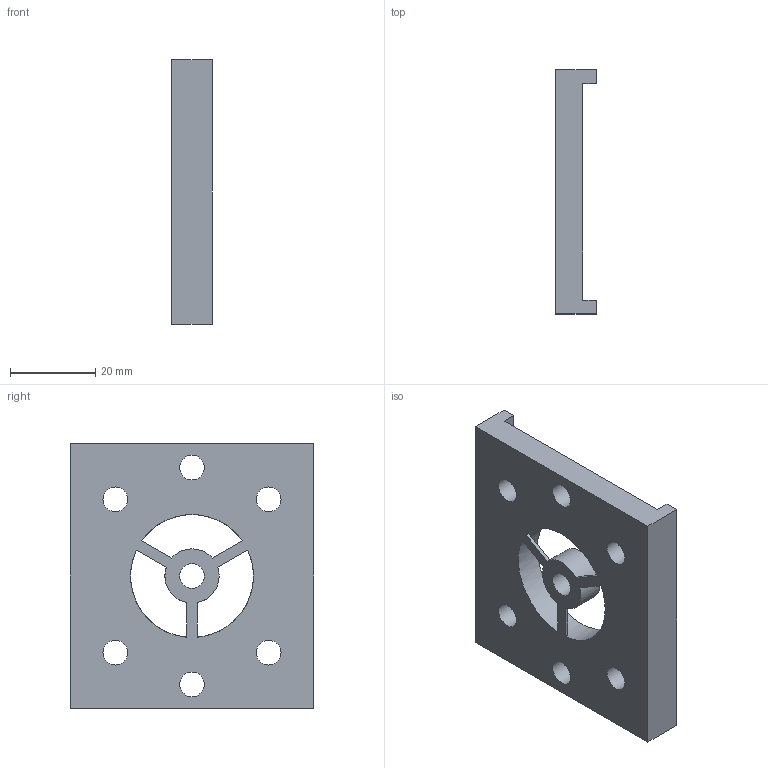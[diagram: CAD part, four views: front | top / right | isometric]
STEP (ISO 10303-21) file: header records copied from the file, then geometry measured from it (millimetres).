
FILE_DESCRIPTION(/* description */ (''),/* implementation_level */ '2;1');
FILE_NAME(/* name */ 'MAXPlanetary Motor Mount.step',/* time_stamp */ '2023-09-15T11:04:13-04:00',/* author */ (''),/* organization */ (''),/* preprocessor_version */ 'ST-DEVELOPER v20',/* originating_system */ 'Autodesk Translation Framework v12.9.0.99',/* authorisation */ '');
FILE_SCHEMA (('AUTOMOTIVE_DESIGN { 1 0 10303 214 3 1 1 }'));
Length unit declared in the file: inch
Products named in the file (1): MAXPlanetary Motor Mount
Bounding box: 9.53 x 57.15 x 61.93 mm (x, y, z)
Volume: 19242.6 mm3; surface area: 9794.2 mm2
Topology: 1 solids, 1 shells, 45 faces, 132 edges, 87 vertices
Faces by surface type: plane 33, cylinder 9, bspline 2, cone 1
Full cylindrical faces by diameter (mm): 5.81 x7, 12.7 x1, 28.829 x1
Entity records: 1611 total; most frequent: CARTESIAN_POINT 336, ORIENTED_EDGE 262, DIRECTION 242, EDGE_CURVE 131, LINE 90, VECTOR 90, VERTEX_POINT 87, AXIS2_PLACEMENT_3D 76
